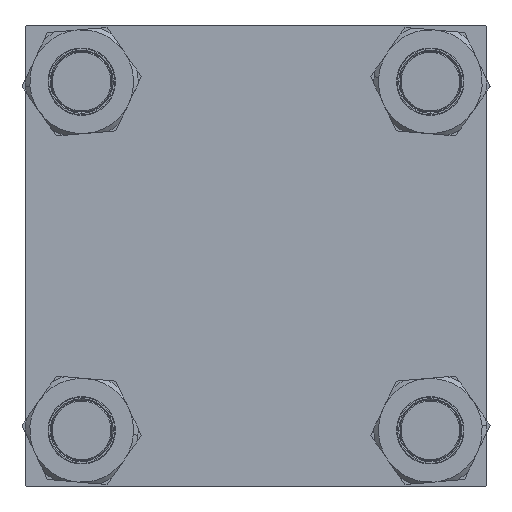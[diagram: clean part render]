
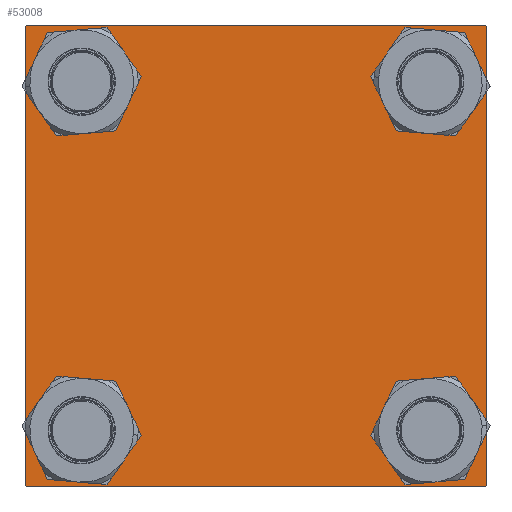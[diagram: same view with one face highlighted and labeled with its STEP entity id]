
A CAD part, left-side view. The second image highlights one B-rep face of the part: STEP entity #53008.
In plain terms, the highlighted planar face has unit normal (-1, 0, 0).
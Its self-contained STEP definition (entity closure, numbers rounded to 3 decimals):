
#194 = DIRECTION ( 'NONE',  ( 1., 0., 0. ) ) ;
#297 = DIRECTION ( 'NONE',  ( 1., 0., 0. ) ) ;
#410 = AXIS2_PLACEMENT_3D ( 'NONE', #53579, #17590, #17880 ) ;
#958 = ORIENTED_EDGE ( 'NONE', *, *, #57356, .T. ) ;
#1175 = VERTEX_POINT ( 'NONE', #39959 ) ;
#1756 = VERTEX_POINT ( 'NONE', #27908 ) ;
#1907 = VERTEX_POINT ( 'NONE', #31061 ) ;
#2059 = LINE ( 'NONE', #15705, #54986 ) ;
#2107 = AXIS2_PLACEMENT_3D ( 'NONE', #22935, #297, #36555 ) ;
#2238 = CARTESIAN_POINT ( 'NONE',  ( 0., -77.45, 91.45 ) ) ;
#2447 = CARTESIAN_POINT ( 'NONE',  ( 0., -102., -102.5 ) ) ;
#2634 = DIRECTION ( 'NONE',  ( 0., -0.707, -0.707 ) ) ;
#3039 = EDGE_LOOP ( 'NONE', ( #958, #57054 ) ) ;
#4165 = CIRCLE ( 'NONE', #36612, 14. ) ;
#4681 = ORIENTED_EDGE ( 'NONE', *, *, #31273, .T. ) ;
#4933 = ORIENTED_EDGE ( 'NONE', *, *, #41004, .T. ) ;
#5261 = DIRECTION ( 'NONE',  ( 1., 0., 0. ) ) ;
#5436 = VERTEX_POINT ( 'NONE', #21983 ) ;
#6020 = VECTOR ( 'NONE', #29065, 1000. ) ;
#6226 = ORIENTED_EDGE ( 'NONE', *, *, #16059, .T. ) ;
#6424 = EDGE_LOOP ( 'NONE', ( #4681, #43096 ) ) ;
#7713 = CARTESIAN_POINT ( 'NONE',  ( 0., -77.45, 77.45 ) ) ;
#8360 = VERTEX_POINT ( 'NONE', #55231 ) ;
#8437 = ORIENTED_EDGE ( 'NONE', *, *, #10957, .T. ) ;
#9375 = LINE ( 'NONE', #36371, #42863 ) ;
#9584 = CARTESIAN_POINT ( 'NONE',  ( 0., 77.45, -77.45 ) ) ;
#10001 = CARTESIAN_POINT ( 'NONE',  ( 0., 77.45, -91.45 ) ) ;
#10256 = VERTEX_POINT ( 'NONE', #10001 ) ;
#10746 = DIRECTION ( 'NONE',  ( 0., 0., 1. ) ) ;
#10957 = EDGE_CURVE ( 'NONE', #44862, #44796, #30122, .T. ) ;
#11826 = DIRECTION ( 'NONE',  ( 0., 0., -1. ) ) ;
#11928 = CARTESIAN_POINT ( 'NONE',  ( 0., -102.25, 102.25 ) ) ;
#12213 = CIRCLE ( 'NONE', #49326, 14. ) ;
#12724 = EDGE_CURVE ( 'NONE', #5436, #8360, #12213, .T. ) ;
#12947 = FACE_BOUND ( 'NONE', #52887, .T. ) ;
#14315 = DIRECTION ( 'NONE',  ( 0., 0., -1. ) ) ;
#14558 = VERTEX_POINT ( 'NONE', #23154 ) ;
#15676 = DIRECTION ( 'NONE',  ( 1., 0., 0. ) ) ;
#15705 = CARTESIAN_POINT ( 'NONE',  ( 0., 102.25, -102.25 ) ) ;
#16059 = EDGE_CURVE ( 'NONE', #10256, #48333, #29909, .T. ) ;
#16666 = EDGE_CURVE ( 'NONE', #44796, #14558, #2059, .T. ) ;
#17007 = CARTESIAN_POINT ( 'NONE',  ( 0., -77.45, -77.45 ) ) ;
#17590 = DIRECTION ( 'NONE',  ( -1., 0., 0. ) ) ;
#17880 = DIRECTION ( 'NONE',  ( 0., 0., 1. ) ) ;
#17884 = DIRECTION ( 'NONE',  ( 0., 0., 1. ) ) ;
#18137 = CIRCLE ( 'NONE', #35787, 14. ) ;
#18175 = FACE_BOUND ( 'NONE', #38608, .T. ) ;
#19343 = LINE ( 'NONE', #54741, #46612 ) ;
#19674 = LINE ( 'NONE', #37381, #43717 ) ;
#19744 = CARTESIAN_POINT ( 'NONE',  ( 0., -77.45, -77.45 ) ) ;
#20049 = CIRCLE ( 'NONE', #52493, 14. ) ;
#20261 = CARTESIAN_POINT ( 'NONE',  ( 0., 102.5, 102.5 ) ) ;
#20588 = EDGE_CURVE ( 'NONE', #48333, #10256, #55109, .T. ) ;
#21255 = EDGE_CURVE ( 'NONE', #48173, #56139, #45407, .T. ) ;
#21454 = DIRECTION ( 'NONE',  ( 0., -1., 0. ) ) ;
#21983 = CARTESIAN_POINT ( 'NONE',  ( 0., -77.45, -63.45 ) ) ;
#22935 = CARTESIAN_POINT ( 'NONE',  ( 0., 77.45, -77.45 ) ) ;
#23154 = CARTESIAN_POINT ( 'NONE',  ( 0., 102., -102.5 ) ) ;
#23235 = DIRECTION ( 'NONE',  ( 0., 0., 1. ) ) ;
#23351 = ORIENTED_EDGE ( 'NONE', *, *, #21255, .T. ) ;
#23553 = ORIENTED_EDGE ( 'NONE', *, *, #48264, .F. ) ;
#24549 = DIRECTION ( 'NONE',  ( 0., -1., 0. ) ) ;
#24849 = DIRECTION ( 'NONE',  ( 0., 0., 1. ) ) ;
#24930 = CARTESIAN_POINT ( 'NONE',  ( 0., 102.5, -102. ) ) ;
#26888 = FACE_BOUND ( 'NONE', #6424, .T. ) ;
#26892 = CARTESIAN_POINT ( 'NONE',  ( 0., 77.45, 77.45 ) ) ;
#26967 = EDGE_CURVE ( 'NONE', #8360, #5436, #20049, .T. ) ;
#27090 = CARTESIAN_POINT ( 'NONE',  ( 0., -102.5, 102. ) ) ;
#27573 = ORIENTED_EDGE ( 'NONE', *, *, #51505, .T. ) ;
#27908 = CARTESIAN_POINT ( 'NONE',  ( 0., -77.45, 63.45 ) ) ;
#28314 = CIRCLE ( 'NONE', #47749, 14. ) ;
#29065 = DIRECTION ( 'NONE',  ( 0., -0.707, 0.707 ) ) ;
#29583 = VERTEX_POINT ( 'NONE', #27090 ) ;
#29909 = CIRCLE ( 'NONE', #2107, 14. ) ;
#30122 = LINE ( 'NONE', #20261, #49285 ) ;
#31061 = CARTESIAN_POINT ( 'NONE',  ( 0., 77.45, 63.45 ) ) ;
#31273 = EDGE_CURVE ( 'NONE', #1175, #1907, #44153, .T. ) ;
#32083 = CARTESIAN_POINT ( 'NONE',  ( 0., -102.25, -102.25 ) ) ;
#33089 = EDGE_LOOP ( 'NONE', ( #8437, #43945, #38707, #23351, #23553, #27573, #37815, #4933 ) ) ;
#33272 = DIRECTION ( 'NONE',  ( 1., 0., 0. ) ) ;
#33351 = EDGE_CURVE ( 'NONE', #38561, #50389, #39715, .T. ) ;
#34136 = DIRECTION ( 'NONE',  ( 1., 0., 0. ) ) ;
#34280 = DIRECTION ( 'NONE',  ( 0., 0.707, 0.707 ) ) ;
#34662 = VECTOR ( 'NONE', #34280, 1000. ) ;
#35139 = CARTESIAN_POINT ( 'NONE',  ( 0., 102., 102.5 ) ) ;
#35787 = AXIS2_PLACEMENT_3D ( 'NONE', #41474, #5261, #23235 ) ;
#36162 = PLANE ( 'NONE',  #410 ) ;
#36371 = CARTESIAN_POINT ( 'NONE',  ( 0., -102.5, 102.5 ) ) ;
#36555 = DIRECTION ( 'NONE',  ( 0., 0., 1. ) ) ;
#36612 = AXIS2_PLACEMENT_3D ( 'NONE', #54856, #36879, #10746 ) ;
#36879 = DIRECTION ( 'NONE',  ( 1., 0., 0. ) ) ;
#37381 = CARTESIAN_POINT ( 'NONE',  ( 0., 102.25, 102.25 ) ) ;
#37449 = DIRECTION ( 'NONE',  ( 0., 0., 1. ) ) ;
#37815 = ORIENTED_EDGE ( 'NONE', *, *, #33351, .F. ) ;
#38561 = VERTEX_POINT ( 'NONE', #35139 ) ;
#38608 = EDGE_LOOP ( 'NONE', ( #52947, #6226 ) ) ;
#38707 = ORIENTED_EDGE ( 'NONE', *, *, #44891, .T. ) ;
#39715 = LINE ( 'NONE', #49018, #46093 ) ;
#39959 = CARTESIAN_POINT ( 'NONE',  ( 0., 77.45, 91.45 ) ) ;
#40273 = AXIS2_PLACEMENT_3D ( 'NONE', #9584, #45542, #48790 ) ;
#41004 = EDGE_CURVE ( 'NONE', #38561, #44862, #19674, .T. ) ;
#41474 = CARTESIAN_POINT ( 'NONE',  ( 0., -77.45, 77.45 ) ) ;
#41660 = CARTESIAN_POINT ( 'NONE',  ( 0., 102.5, 102. ) ) ;
#42739 = CARTESIAN_POINT ( 'NONE',  ( 0., -102.5, -102. ) ) ;
#42863 = VECTOR ( 'NONE', #14315, 1000. ) ;
#43096 = ORIENTED_EDGE ( 'NONE', *, *, #54324, .T. ) ;
#43717 = VECTOR ( 'NONE', #45228, 1000. ) ;
#43945 = ORIENTED_EDGE ( 'NONE', *, *, #16666, .T. ) ;
#44153 = CIRCLE ( 'NONE', #46014, 14. ) ;
#44796 = VERTEX_POINT ( 'NONE', #24930 ) ;
#44862 = VERTEX_POINT ( 'NONE', #41660 ) ;
#44891 = EDGE_CURVE ( 'NONE', #14558, #48173, #19343, .T. ) ;
#45228 = DIRECTION ( 'NONE',  ( 0., 0.707, -0.707 ) ) ;
#45407 = LINE ( 'NONE', #32083, #6020 ) ;
#45542 = DIRECTION ( 'NONE',  ( 1., 0., 0. ) ) ;
#45584 = VERTEX_POINT ( 'NONE', #2238 ) ;
#45624 = CARTESIAN_POINT ( 'NONE',  ( 0., 77.45, -63.45 ) ) ;
#46014 = AXIS2_PLACEMENT_3D ( 'NONE', #26892, #194, #17884 ) ;
#46093 = VECTOR ( 'NONE', #21454, 1000. ) ;
#46612 = VECTOR ( 'NONE', #24549, 1000. ) ;
#47624 = LINE ( 'NONE', #11928, #34662 ) ;
#47749 = AXIS2_PLACEMENT_3D ( 'NONE', #7713, #33272, #56479 ) ;
#47939 = ORIENTED_EDGE ( 'NONE', *, *, #26967, .T. ) ;
#48173 = VERTEX_POINT ( 'NONE', #2447 ) ;
#48264 = EDGE_CURVE ( 'NONE', #29583, #56139, #9375, .T. ) ;
#48333 = VERTEX_POINT ( 'NONE', #45624 ) ;
#48790 = DIRECTION ( 'NONE',  ( 0., 0., 1. ) ) ;
#49018 = CARTESIAN_POINT ( 'NONE',  ( 0., 102.5, 102.5 ) ) ;
#49285 = VECTOR ( 'NONE', #11826, 1000. ) ;
#49326 = AXIS2_PLACEMENT_3D ( 'NONE', #17007, #34136, #24849 ) ;
#50389 = VERTEX_POINT ( 'NONE', #54977 ) ;
#51505 = EDGE_CURVE ( 'NONE', #29583, #50389, #47624, .T. ) ;
#52017 = ORIENTED_EDGE ( 'NONE', *, *, #12724, .T. ) ;
#52493 = AXIS2_PLACEMENT_3D ( 'NONE', #19744, #15676, #37449 ) ;
#52710 = FACE_BOUND ( 'NONE', #3039, .T. ) ;
#52887 = EDGE_LOOP ( 'NONE', ( #52017, #47939 ) ) ;
#52947 = ORIENTED_EDGE ( 'NONE', *, *, #20588, .T. ) ;
#52985 = FACE_OUTER_BOUND ( 'NONE', #33089, .T. ) ;
#53008 = ADVANCED_FACE ( 'NONE', ( #52710, #12947, #18175, #26888, #52985 ), #36162, .T. ) ;
#53579 = CARTESIAN_POINT ( 'NONE',  ( 0., 0., 0. ) ) ;
#54324 = EDGE_CURVE ( 'NONE', #1907, #1175, #4165, .T. ) ;
#54741 = CARTESIAN_POINT ( 'NONE',  ( 0., 102.5, -102.5 ) ) ;
#54856 = CARTESIAN_POINT ( 'NONE',  ( 0., 77.45, 77.45 ) ) ;
#54977 = CARTESIAN_POINT ( 'NONE',  ( 0., -102., 102.5 ) ) ;
#54986 = VECTOR ( 'NONE', #2634, 1000. ) ;
#55109 = CIRCLE ( 'NONE', #40273, 14. ) ;
#55231 = CARTESIAN_POINT ( 'NONE',  ( 0., -77.45, -91.45 ) ) ;
#55841 = EDGE_CURVE ( 'NONE', #1756, #45584, #28314, .T. ) ;
#56139 = VERTEX_POINT ( 'NONE', #42739 ) ;
#56479 = DIRECTION ( 'NONE',  ( 0., 0., 1. ) ) ;
#57054 = ORIENTED_EDGE ( 'NONE', *, *, #55841, .T. ) ;
#57356 = EDGE_CURVE ( 'NONE', #45584, #1756, #18137, .T. ) ;
